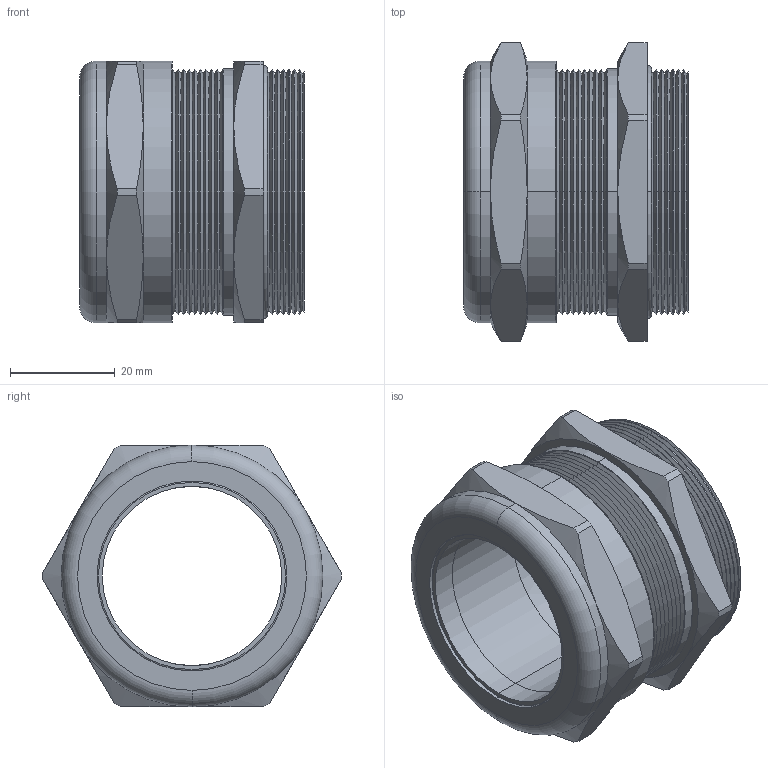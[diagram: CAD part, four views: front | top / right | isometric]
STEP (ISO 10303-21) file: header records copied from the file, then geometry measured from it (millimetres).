
FILE_DESCRIPTION (( 'STEP AP203' ), '1' );
FILE_NAME ('CD36AA-SS.STEP', '2008-03-26T11:10:18', ( '' ), ( '' ), 'SwSTEP 2.0', 'SolidWorks 2007', '' );
FILE_SCHEMA (( 'CONFIG_CONTROL_DESIGN' ));
Length unit declared in the file: inch
Products named in the file (1): CD36AA-SS
Bounding box: 42.93 x 57.04 x 50.04 mm (x, y, z)
Volume: 39586.5 mm3; surface area: 17727.5 mm2
Topology: 2 solids, 3 shells, 158 faces, 336 edges, 188 vertices
Faces by surface type: cone 100, cylinder 28, plane 22, torus 8
Entity records: 4423 total; most frequent: CARTESIAN_POINT 903, DIRECTION 790, ORIENTED_EDGE 672, EDGE_CURVE 336, AXIS2_PLACEMENT_3D 331, VERTEX_POINT 188, CIRCLE 172, EDGE_LOOP 168
